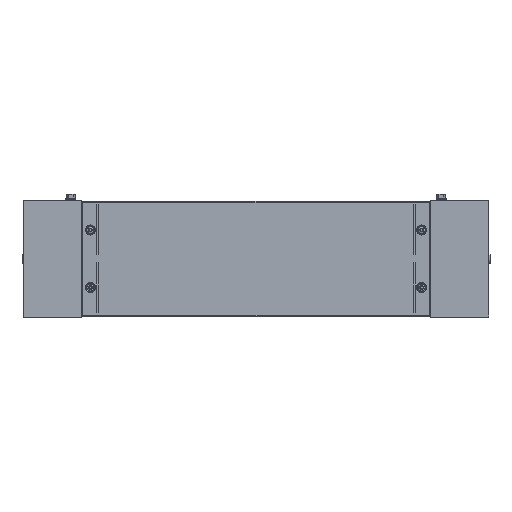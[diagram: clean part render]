
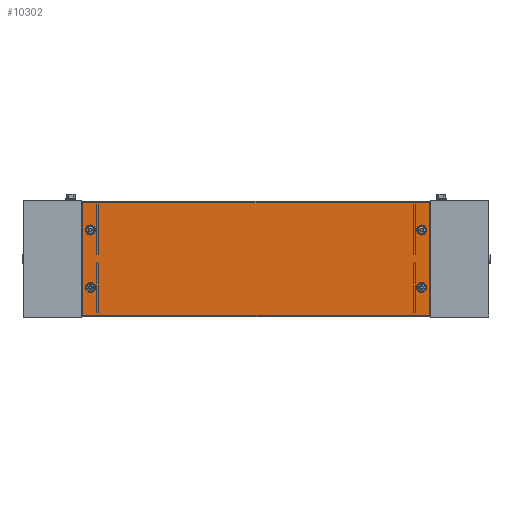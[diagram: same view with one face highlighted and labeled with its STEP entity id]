
A CAD part, top view. The second image highlights one B-rep face of the part: STEP entity #10302.
In plain terms, the highlighted face is planar.
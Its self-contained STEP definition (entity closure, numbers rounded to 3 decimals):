
#15 = CARTESIAN_POINT ( 'NONE',  ( 115.5, -149.5, 0. ) ) ;
#47 = AXIS2_PLACEMENT_3D ( 'NONE', #8942, #6088, #10457 ) ;
#164 = CIRCLE ( 'NONE', #2570, 7.691 ) ;
#424 = VECTOR ( 'NONE', #755, 1000. ) ;
#451 = VERTEX_POINT ( 'NONE', #2994 ) ;
#755 = DIRECTION ( 'NONE',  ( 0., -1., 0. ) ) ;
#812 = DIRECTION ( 'NONE',  ( 0., 1., 0. ) ) ;
#854 = DIRECTION ( 'NONE',  ( 1., 0., 0. ) ) ;
#1050 = VERTEX_POINT ( 'NONE', #15516 ) ;
#1098 = AXIS2_PLACEMENT_3D ( 'NONE', #10748, #4899, #10650 ) ;
#1211 = DIRECTION ( 'NONE',  ( 1., 0., 0. ) ) ;
#1367 = CARTESIAN_POINT ( 'NONE',  ( 676.809, -149.5, 0. ) ) ;
#1370 = DIRECTION ( 'NONE',  ( 1., 0., 0. ) ) ;
#1505 = ORIENTED_EDGE ( 'NONE', *, *, #8215, .T. ) ;
#1533 = VERTEX_POINT ( 'NONE', #6054 ) ;
#1845 = DIRECTION ( 'NONE',  ( 1., 0., 0. ) ) ;
#1978 = FACE_BOUND ( 'NONE', #14591, .T. ) ;
#2001 = CARTESIAN_POINT ( 'NONE',  ( 101., -1., 0. ) ) ;
#2407 = VERTEX_POINT ( 'NONE', #6489 ) ;
#2570 = AXIS2_PLACEMENT_3D ( 'NONE', #4510, #14700, #7440 ) ;
#2585 = CIRCLE ( 'NONE', #13123, 7.691 ) ;
#2622 = CARTESIAN_POINT ( 'NONE',  ( 115.5, -50.5, 0. ) ) ;
#2994 = CARTESIAN_POINT ( 'NONE',  ( 107.809, -50.5, 0. ) ) ;
#3057 = CIRCLE ( 'NONE', #47, 7.691 ) ;
#3070 = CARTESIAN_POINT ( 'NONE',  ( 101., -1., 0. ) ) ;
#3113 = CARTESIAN_POINT ( 'NONE',  ( 123.191, -50.5, 0. ) ) ;
#3143 = EDGE_CURVE ( 'NONE', #7186, #10532, #13958, .T. ) ;
#3362 = AXIS2_PLACEMENT_3D ( 'NONE', #6116, #11983, #11887 ) ;
#4140 = ORIENTED_EDGE ( 'NONE', *, *, #18596, .F. ) ;
#4182 = EDGE_LOOP ( 'NONE', ( #16094, #13352, #4140, #10948 ) ) ;
#4240 = VERTEX_POINT ( 'NONE', #9081 ) ;
#4338 = ORIENTED_EDGE ( 'NONE', *, *, #10072, .T. ) ;
#4510 = CARTESIAN_POINT ( 'NONE',  ( 684.5, -149.5, 0. ) ) ;
#4894 = EDGE_LOOP ( 'NONE', ( #9087, #17461 ) ) ;
#4899 = DIRECTION ( 'NONE',  ( 0., 0., 1. ) ) ;
#5194 = LINE ( 'NONE', #8105, #424 ) ;
#5195 = DIRECTION ( 'NONE',  ( 1., 0., 0. ) ) ;
#5218 = CIRCLE ( 'NONE', #13648, 7.691 ) ;
#5430 = DIRECTION ( 'NONE',  ( 0., 0., 1. ) ) ;
#5855 = CIRCLE ( 'NONE', #14281, 7.691 ) ;
#5866 = CARTESIAN_POINT ( 'NONE',  ( 101., -199., 0. ) ) ;
#6054 = CARTESIAN_POINT ( 'NONE',  ( 123.191, -149.5, 0. ) ) ;
#6088 = DIRECTION ( 'NONE',  ( 0., 0., 1. ) ) ;
#6116 = CARTESIAN_POINT ( 'NONE',  ( 684.5, -50.5, 0. ) ) ;
#6489 = CARTESIAN_POINT ( 'NONE',  ( 107.809, -149.5, 0. ) ) ;
#6568 = LINE ( 'NONE', #9598, #18200 ) ;
#6796 = VERTEX_POINT ( 'NONE', #13566 ) ;
#7186 = VERTEX_POINT ( 'NONE', #5866 ) ;
#7204 = CARTESIAN_POINT ( 'NONE',  ( 699., -199., 0. ) ) ;
#7273 = EDGE_CURVE ( 'NONE', #2407, #1533, #12452, .T. ) ;
#7440 = DIRECTION ( 'NONE',  ( 1., 0., 0. ) ) ;
#7832 = CARTESIAN_POINT ( 'NONE',  ( 676.809, -50.5, 0. ) ) ;
#8105 = CARTESIAN_POINT ( 'NONE',  ( 101., -1., 0. ) ) ;
#8215 = EDGE_CURVE ( 'NONE', #451, #9904, #5855, .T. ) ;
#8388 = DIRECTION ( 'NONE',  ( 0., 0., 1. ) ) ;
#8777 = EDGE_LOOP ( 'NONE', ( #1505, #4338 ) ) ;
#8835 = DIRECTION ( 'NONE',  ( -1., 0., 0. ) ) ;
#8907 = EDGE_CURVE ( 'NONE', #17821, #4240, #164, .T. ) ;
#8942 = CARTESIAN_POINT ( 'NONE',  ( 684.5, -149.5, 0. ) ) ;
#9081 = CARTESIAN_POINT ( 'NONE',  ( 692.191, -149.5, 0. ) ) ;
#9087 = ORIENTED_EDGE ( 'NONE', *, *, #9146, .T. ) ;
#9146 = EDGE_CURVE ( 'NONE', #17203, #6796, #12768, .T. ) ;
#9337 = FACE_OUTER_BOUND ( 'NONE', #4182, .T. ) ;
#9365 = EDGE_LOOP ( 'NONE', ( #9882, #9511 ) ) ;
#9511 = ORIENTED_EDGE ( 'NONE', *, *, #17314, .T. ) ;
#9598 = CARTESIAN_POINT ( 'NONE',  ( 699., -1., 0. ) ) ;
#9882 = ORIENTED_EDGE ( 'NONE', *, *, #7273, .T. ) ;
#9904 = VERTEX_POINT ( 'NONE', #3113 ) ;
#9911 = VECTOR ( 'NONE', #8835, 1000. ) ;
#10072 = EDGE_CURVE ( 'NONE', #9904, #451, #2585, .T. ) ;
#10302 = ADVANCED_FACE ( 'NONE', ( #1978, #16592, #16513, #14996, #9337 ), #13378, .F. ) ;
#10444 = LINE ( 'NONE', #3070, #9911 ) ;
#10457 = DIRECTION ( 'NONE',  ( 1., 0., 0. ) ) ;
#10532 = VERTEX_POINT ( 'NONE', #7204 ) ;
#10650 = DIRECTION ( 'NONE',  ( 1., 0., 0. ) ) ;
#10748 = CARTESIAN_POINT ( 'NONE',  ( 0., 0., 0. ) ) ;
#10948 = ORIENTED_EDGE ( 'NONE', *, *, #3143, .F. ) ;
#11426 = DIRECTION ( 'NONE',  ( 0., 0., 1. ) ) ;
#11887 = DIRECTION ( 'NONE',  ( 1., 0., 0. ) ) ;
#11983 = DIRECTION ( 'NONE',  ( 0., 0., 1. ) ) ;
#12195 = EDGE_CURVE ( 'NONE', #1050, #12620, #10444, .T. ) ;
#12452 = CIRCLE ( 'NONE', #13959, 7.691 ) ;
#12485 = AXIS2_PLACEMENT_3D ( 'NONE', #12868, #5430, #1370 ) ;
#12533 = DIRECTION ( 'NONE',  ( 0., 0., 1. ) ) ;
#12620 = VERTEX_POINT ( 'NONE', #2001 ) ;
#12768 = CIRCLE ( 'NONE', #12485, 7.691 ) ;
#12868 = CARTESIAN_POINT ( 'NONE',  ( 684.5, -50.5, 0. ) ) ;
#13123 = AXIS2_PLACEMENT_3D ( 'NONE', #2622, #8388, #1211 ) ;
#13352 = ORIENTED_EDGE ( 'NONE', *, *, #12195, .F. ) ;
#13378 = PLANE ( 'NONE',  #1098 ) ;
#13566 = CARTESIAN_POINT ( 'NONE',  ( 692.191, -50.5, 0. ) ) ;
#13648 = AXIS2_PLACEMENT_3D ( 'NONE', #13851, #12533, #5195 ) ;
#13851 = CARTESIAN_POINT ( 'NONE',  ( 115.5, -149.5, 0. ) ) ;
#13958 = LINE ( 'NONE', #16719, #14892 ) ;
#13959 = AXIS2_PLACEMENT_3D ( 'NONE', #15, #11426, #14548 ) ;
#14281 = AXIS2_PLACEMENT_3D ( 'NONE', #14764, #14865, #1845 ) ;
#14548 = DIRECTION ( 'NONE',  ( 1., 0., 0. ) ) ;
#14591 = EDGE_LOOP ( 'NONE', ( #16188, #15007 ) ) ;
#14700 = DIRECTION ( 'NONE',  ( 0., 0., 1. ) ) ;
#14764 = CARTESIAN_POINT ( 'NONE',  ( 115.5, -50.5, 0. ) ) ;
#14865 = DIRECTION ( 'NONE',  ( 0., 0., 1. ) ) ;
#14892 = VECTOR ( 'NONE', #854, 1000. ) ;
#14996 = FACE_BOUND ( 'NONE', #8777, .T. ) ;
#15007 = ORIENTED_EDGE ( 'NONE', *, *, #16557, .T. ) ;
#15516 = CARTESIAN_POINT ( 'NONE',  ( 699., -1., 0. ) ) ;
#15992 = EDGE_CURVE ( 'NONE', #6796, #17203, #17194, .T. ) ;
#16094 = ORIENTED_EDGE ( 'NONE', *, *, #18192, .F. ) ;
#16188 = ORIENTED_EDGE ( 'NONE', *, *, #8907, .T. ) ;
#16513 = FACE_BOUND ( 'NONE', #4894, .T. ) ;
#16557 = EDGE_CURVE ( 'NONE', #4240, #17821, #3057, .T. ) ;
#16592 = FACE_BOUND ( 'NONE', #9365, .T. ) ;
#16719 = CARTESIAN_POINT ( 'NONE',  ( 101., -199., 0. ) ) ;
#17194 = CIRCLE ( 'NONE', #3362, 7.691 ) ;
#17203 = VERTEX_POINT ( 'NONE', #7832 ) ;
#17314 = EDGE_CURVE ( 'NONE', #1533, #2407, #5218, .T. ) ;
#17461 = ORIENTED_EDGE ( 'NONE', *, *, #15992, .T. ) ;
#17821 = VERTEX_POINT ( 'NONE', #1367 ) ;
#18192 = EDGE_CURVE ( 'NONE', #12620, #7186, #5194, .T. ) ;
#18200 = VECTOR ( 'NONE', #812, 1000. ) ;
#18596 = EDGE_CURVE ( 'NONE', #10532, #1050, #6568, .T. ) ;
